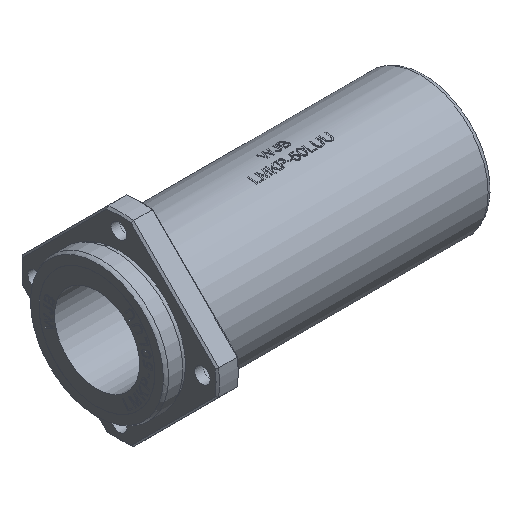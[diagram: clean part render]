
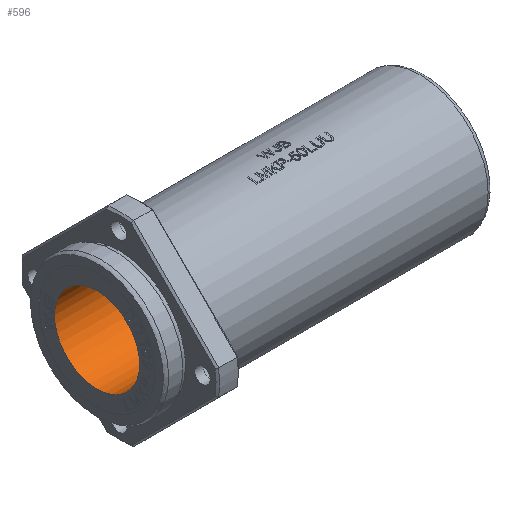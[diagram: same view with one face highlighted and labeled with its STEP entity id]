
A CAD part, isometric view. The second image highlights one B-rep face of the part: STEP entity #596.
In plain terms, the highlighted cylindrical face has radius 25 mm (diameter 50 mm), a full revolution.
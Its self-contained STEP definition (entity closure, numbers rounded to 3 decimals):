
#522=CYLINDRICAL_SURFACE('',#7397,25.);
#596=ADVANCED_FACE('',(#1889,#1890),#522,.F.);
#1250=CIRCLE('',#7322,25.);
#1251=CIRCLE('',#7324,25.);
#1252=CIRCLE('',#7325,25.);
#1889=FACE_BOUND('',#2023,.T.);
#1890=FACE_BOUND('',#2024,.T.);
#2023=EDGE_LOOP('',(#2816,#2817));
#2024=EDGE_LOOP('',(#2818));
#2816=ORIENTED_EDGE('',*,*,#5302,.T.);
#2817=ORIENTED_EDGE('',*,*,#5303,.T.);
#2818=ORIENTED_EDGE('',*,*,#5231,.F.);
#4540=VERTEX_POINT('',#9471);
#4611=VERTEX_POINT('',#9899);
#4612=VERTEX_POINT('',#9900);
#5231=EDGE_CURVE('',#4540,#4540,#1250,.T.);
#5302=EDGE_CURVE('',#4611,#4612,#1251,.T.);
#5303=EDGE_CURVE('',#4612,#4611,#1252,.T.);
#7322=AXIS2_PLACEMENT_3D('',#9470,#7778,#7779);
#7324=AXIS2_PLACEMENT_3D('',#9898,#7829,#7830);
#7325=AXIS2_PLACEMENT_3D('',#9901,#7831,#7832);
#7397=AXIS2_PLACEMENT_3D('',#11098,#8061,#8062);
#7778=DIRECTION('',(-1.,0.,0.));
#7779=DIRECTION('',(0.,0.,-1.));
#7829=DIRECTION('',(-1.,0.,0.));
#7830=DIRECTION('',(0.,0.,1.));
#7831=DIRECTION('',(-1.,0.,0.));
#7832=DIRECTION('',(0.,0.,1.));
#8061=DIRECTION('',(1.,0.,0.));
#8062=DIRECTION('',(0.,0.,1.));
#9470=CARTESIAN_POINT('',(178.9,0.,0.));
#9471=CARTESIAN_POINT('',(178.9,0.,-25.));
#9898=CARTESIAN_POINT('',(-12.9,0.,0.));
#9899=CARTESIAN_POINT('',(-12.9,0.,25.));
#9900=CARTESIAN_POINT('',(-12.9,0.,-25.));
#9901=CARTESIAN_POINT('',(-12.9,0.,0.));
#11098=CARTESIAN_POINT('',(-86.9,0.,0.));
